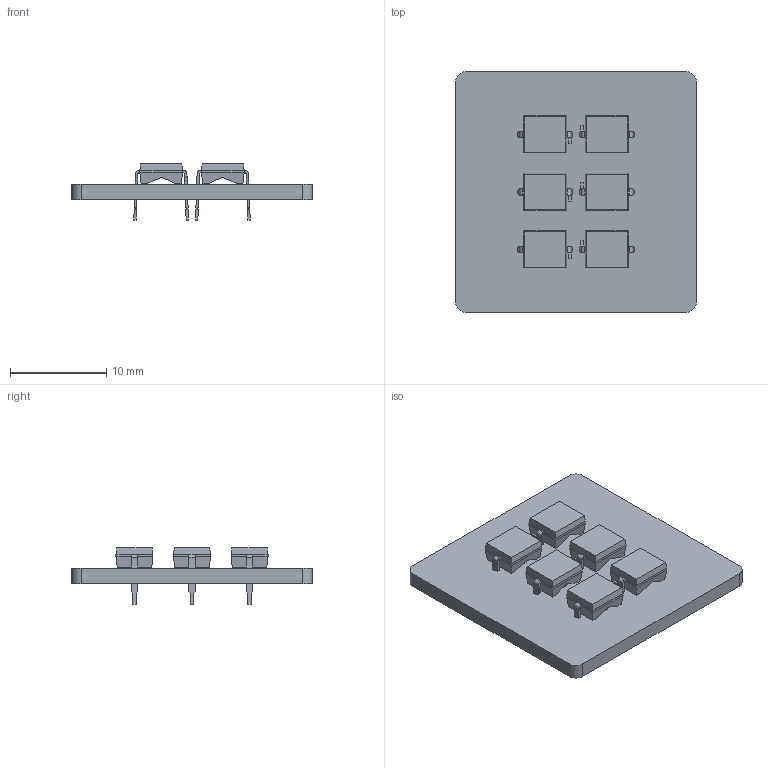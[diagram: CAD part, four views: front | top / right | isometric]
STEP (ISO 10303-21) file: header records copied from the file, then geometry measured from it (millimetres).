
FILE_DESCRIPTION(('KiCad electronic assembly'),'2;1');
FILE_NAME('otter_pds.step','2020-02-02T22:20:42',('An Author'),( 'A Company'),'Open CASCADE STEP processor 7.4', 'KiCad to STEP converter','Unknown');
FILE_SCHEMA(('AUTOMOTIVE_DESIGN { 1 0 10303 214 1 1 1 1 }'));
Length unit declared in the file: millimetre
Products named in the file (4): Open CASCADE STEP translator 7.4 1; bpw34; SOLID; COMPOUND
Assembly tree (8 placements, depth 3):
  Open CASCADE STEP translator 7.4 1
    bpw34  x6
      SOLID
    COMPOUND
Bounding box: 25 x 25 x 5.87 mm (x, y, z)
Volume: 1127.5 mm3; surface area: 1950.1 mm2
Topology: 7 solids, 7 shells, 322 faces, 828 edges, 520 vertices
Faces by surface type: plane 276, cylinder 46
Full cylindrical faces by diameter (mm): 0.7 x12, 2.7 x6
Entity records: 5199 total; most frequent: CARTESIAN_POINT 837, DIRECTION 831, LINE 505, VECTOR 505, ORIENTED_EDGE 406, PCURVE 406, DEFINITIONAL_REPRESENTATION 406, EDGE_CURVE 203
